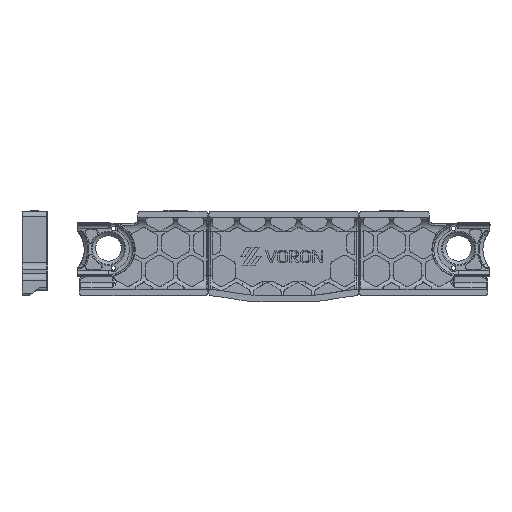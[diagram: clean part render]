
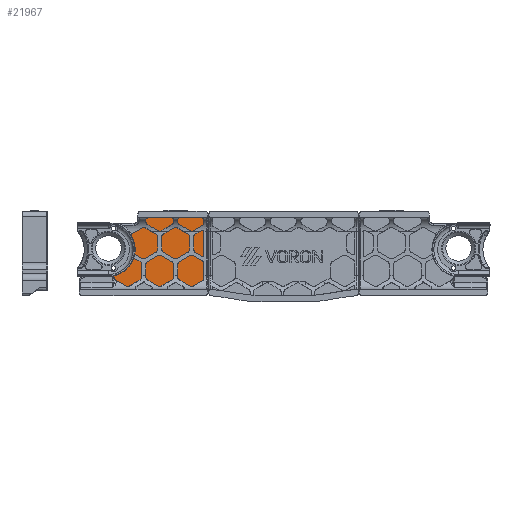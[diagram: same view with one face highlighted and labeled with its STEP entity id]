
A CAD part, front view. The second image highlights one B-rep face of the part: STEP entity #21967.
In plain terms, the highlighted planar face has unit normal (0, -1, 0).
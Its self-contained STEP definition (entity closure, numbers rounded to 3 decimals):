
#341=FACE_BOUND('',#6444,.T.);
#342=FACE_BOUND('',#6445,.T.);
#1351=LINE('',#36285,#3167);
#1356=LINE('',#36303,#3172);
#1360=LINE('',#36315,#3176);
#1364=LINE('',#36327,#3180);
#1368=LINE('',#36339,#3184);
#1372=LINE('',#36351,#3188);
#1376=LINE('',#36362,#3192);
#3167=VECTOR('',#27503,10.);
#3172=VECTOR('',#27522,10.);
#3176=VECTOR('',#27534,10.);
#3180=VECTOR('',#27546,10.);
#3184=VECTOR('',#27558,10.);
#3188=VECTOR('',#27570,10.);
#3192=VECTOR('',#27582,10.);
#5221=FACE_OUTER_BOUND('',#6443,.T.);
#6443=EDGE_LOOP('',(#17059,#17060,#17061,#17062,#17063,#17064,#17065,#17066,
#17067,#17068,#17069,#17070,#17071,#17072,#17073));
#6444=EDGE_LOOP('',(#17074));
#6445=EDGE_LOOP('',(#17075));
#7548=CIRCLE('',#23574,2.35);
#7550=CIRCLE('',#23577,2.35);
#7551=CIRCLE('',#23579,3.);
#7553=CIRCLE('',#23583,4.);
#7555=CIRCLE('',#23586,12.);
#7557=CIRCLE('',#23590,2.);
#7559=CIRCLE('',#23594,2.);
#7561=CIRCLE('',#23598,2.);
#7563=CIRCLE('',#23602,2.);
#7565=CIRCLE('',#23606,2.);
#9482=VERTEX_POINT('',#36265);
#9484=VERTEX_POINT('',#36271);
#9485=VERTEX_POINT('',#36275);
#9486=VERTEX_POINT('',#36276);
#9489=VERTEX_POINT('',#36284);
#9491=VERTEX_POINT('',#36290);
#9493=VERTEX_POINT('',#36296);
#9495=VERTEX_POINT('',#36302);
#9497=VERTEX_POINT('',#36308);
#9499=VERTEX_POINT('',#36314);
#9501=VERTEX_POINT('',#36320);
#9503=VERTEX_POINT('',#36326);
#9505=VERTEX_POINT('',#36332);
#9507=VERTEX_POINT('',#36338);
#9509=VERTEX_POINT('',#36344);
#9511=VERTEX_POINT('',#36350);
#9513=VERTEX_POINT('',#36356);
#12189=EDGE_CURVE('',#9482,#9482,#7548,.T.);
#12192=EDGE_CURVE('',#9484,#9484,#7550,.T.);
#12193=EDGE_CURVE('',#9485,#9486,#7551,.T.);
#12197=EDGE_CURVE('',#9489,#9486,#1351,.T.);
#12200=EDGE_CURVE('',#9491,#9489,#7553,.T.);
#12203=EDGE_CURVE('',#9491,#9493,#7555,.T.);
#12206=EDGE_CURVE('',#9495,#9493,#1356,.T.);
#12209=EDGE_CURVE('',#9497,#9495,#7557,.T.);
#12212=EDGE_CURVE('',#9499,#9497,#1360,.T.);
#12215=EDGE_CURVE('',#9501,#9499,#7559,.T.);
#12218=EDGE_CURVE('',#9503,#9501,#1364,.T.);
#12221=EDGE_CURVE('',#9505,#9503,#7561,.T.);
#12224=EDGE_CURVE('',#9507,#9505,#1368,.T.);
#12227=EDGE_CURVE('',#9509,#9507,#7563,.T.);
#12230=EDGE_CURVE('',#9511,#9509,#1372,.T.);
#12233=EDGE_CURVE('',#9513,#9511,#7565,.T.);
#12236=EDGE_CURVE('',#9485,#9513,#1376,.T.);
#17059=ORIENTED_EDGE('',*,*,#12236,.F.);
#17060=ORIENTED_EDGE('',*,*,#12193,.T.);
#17061=ORIENTED_EDGE('',*,*,#12197,.F.);
#17062=ORIENTED_EDGE('',*,*,#12200,.F.);
#17063=ORIENTED_EDGE('',*,*,#12203,.T.);
#17064=ORIENTED_EDGE('',*,*,#12206,.F.);
#17065=ORIENTED_EDGE('',*,*,#12209,.F.);
#17066=ORIENTED_EDGE('',*,*,#12212,.F.);
#17067=ORIENTED_EDGE('',*,*,#12215,.F.);
#17068=ORIENTED_EDGE('',*,*,#12218,.F.);
#17069=ORIENTED_EDGE('',*,*,#12221,.F.);
#17070=ORIENTED_EDGE('',*,*,#12224,.F.);
#17071=ORIENTED_EDGE('',*,*,#12227,.F.);
#17072=ORIENTED_EDGE('',*,*,#12230,.F.);
#17073=ORIENTED_EDGE('',*,*,#12233,.F.);
#17074=ORIENTED_EDGE('',*,*,#12192,.F.);
#17075=ORIENTED_EDGE('',*,*,#12189,.F.);
#21204=PLANE('',#23610);
#21967=ADVANCED_FACE('',(#5221,#341,#342),#21204,.F.);
#23574=AXIS2_PLACEMENT_3D('',#36267,#27484,#27485);
#23577=AXIS2_PLACEMENT_3D('',#36273,#27491,#27492);
#23579=AXIS2_PLACEMENT_3D('',#36277,#27495,#27496);
#23583=AXIS2_PLACEMENT_3D('',#36291,#27508,#27509);
#23586=AXIS2_PLACEMENT_3D('',#36297,#27515,#27516);
#23590=AXIS2_PLACEMENT_3D('',#36309,#27527,#27528);
#23594=AXIS2_PLACEMENT_3D('',#36321,#27539,#27540);
#23598=AXIS2_PLACEMENT_3D('',#36333,#27551,#27552);
#23602=AXIS2_PLACEMENT_3D('',#36345,#27563,#27564);
#23606=AXIS2_PLACEMENT_3D('',#36357,#27575,#27576);
#23610=AXIS2_PLACEMENT_3D('',#36365,#27586,#27587);
#27484=DIRECTION('center_axis',(0.,-1.,0.));
#27485=DIRECTION('ref_axis',(-1.,0.,0.));
#27491=DIRECTION('center_axis',(0.,-1.,0.));
#27492=DIRECTION('ref_axis',(-1.,0.,0.));
#27495=DIRECTION('center_axis',(0.,1.,0.));
#27496=DIRECTION('ref_axis',(1.,0.,0.));
#27503=DIRECTION('',(1.,0.,0.));
#27508=DIRECTION('center_axis',(0.,1.,0.));
#27509=DIRECTION('ref_axis',(-0.25,0.,-0.968));
#27515=DIRECTION('center_axis',(0.,1.,0.));
#27516=DIRECTION('ref_axis',(0.25,0.,0.968));
#27522=DIRECTION('',(0.912,0.,0.409));
#27527=DIRECTION('center_axis',(0.,1.,0.));
#27528=DIRECTION('ref_axis',(-1.,0.,0.));
#27534=DIRECTION('',(0.,0.,1.));
#27539=DIRECTION('center_axis',(0.,1.,0.));
#27540=DIRECTION('ref_axis',(0.,0.,-1.));
#27546=DIRECTION('',(-1.,0.,0.));
#27551=DIRECTION('center_axis',(0.,1.,0.));
#27552=DIRECTION('ref_axis',(1.,0.,0.));
#27558=DIRECTION('',(0.,0.,-1.));
#27563=DIRECTION('center_axis',(0.,1.,0.));
#27564=DIRECTION('ref_axis',(0.,0.,1.));
#27570=DIRECTION('',(1.,0.,0.));
#27575=DIRECTION('center_axis',(0.,1.,0.));
#27576=DIRECTION('ref_axis',(-1.,0.,0.));
#27582=DIRECTION('',(0.,0.,1.));
#27586=DIRECTION('center_axis',(0.,1.,0.));
#27587=DIRECTION('ref_axis',(-1.,0.,0.));
#36265=CARTESIAN_POINT('',(-3.85,-18.6,-102.588));
#36267=CARTESIAN_POINT('Origin',(-6.2,-18.6,-102.588));
#36271=CARTESIAN_POINT('',(-3.85,-18.6,-71.604));
#36273=CARTESIAN_POINT('Origin',(-6.2,-18.6,-71.604));
#36275=CARTESIAN_POINT('',(12.8,-18.6,-64.604));
#36276=CARTESIAN_POINT('',(9.8,-18.6,-67.604));
#36277=CARTESIAN_POINT('Origin',(9.8,-18.6,-64.604));
#36284=CARTESIAN_POINT('',(-6.2,-18.6,-67.604));
#36285=CARTESIAN_POINT('',(-6.2,-18.6,-67.604));
#36290=CARTESIAN_POINT('',(-7.2,-18.6,-75.477));
#36291=CARTESIAN_POINT('Origin',(-6.2,-18.6,-71.604));
#36296=CARTESIAN_POINT('',(-5.286,-18.6,-98.044));
#36297=CARTESIAN_POINT('Origin',(-10.2,-18.6,-87.096));
#36302=CARTESIAN_POINT('',(-31.818,-18.6,-109.951));
#36303=CARTESIAN_POINT('',(-31.818,-18.6,-109.951));
#36308=CARTESIAN_POINT('',(-33.,-18.6,-111.775));
#36309=CARTESIAN_POINT('Origin',(-31.,-18.6,-111.775));
#36314=CARTESIAN_POINT('',(-33.,-18.6,-118.096));
#36315=CARTESIAN_POINT('',(-33.,-18.6,-118.096));
#36320=CARTESIAN_POINT('',(-31.,-18.6,-120.096));
#36321=CARTESIAN_POINT('Origin',(-31.,-18.6,-118.096));
#36326=CARTESIAN_POINT('',(65.5,-18.6,-120.096));
#36327=CARTESIAN_POINT('',(65.5,-18.6,-120.096));
#36332=CARTESIAN_POINT('',(67.5,-18.6,-118.096));
#36333=CARTESIAN_POINT('Origin',(65.5,-18.6,-118.096));
#36338=CARTESIAN_POINT('',(67.5,-18.6,-60.096));
#36339=CARTESIAN_POINT('',(67.5,-18.6,-60.096));
#36344=CARTESIAN_POINT('',(65.5,-18.6,-58.096));
#36345=CARTESIAN_POINT('Origin',(65.5,-18.6,-60.096));
#36350=CARTESIAN_POINT('',(14.8,-18.6,-58.096));
#36351=CARTESIAN_POINT('',(14.8,-18.6,-58.096));
#36356=CARTESIAN_POINT('',(12.8,-18.6,-60.096));
#36357=CARTESIAN_POINT('Origin',(14.8,-18.6,-60.096));
#36362=CARTESIAN_POINT('',(12.8,-18.6,-64.604));
#36365=CARTESIAN_POINT('Origin',(17.25,-18.6,-89.096));
